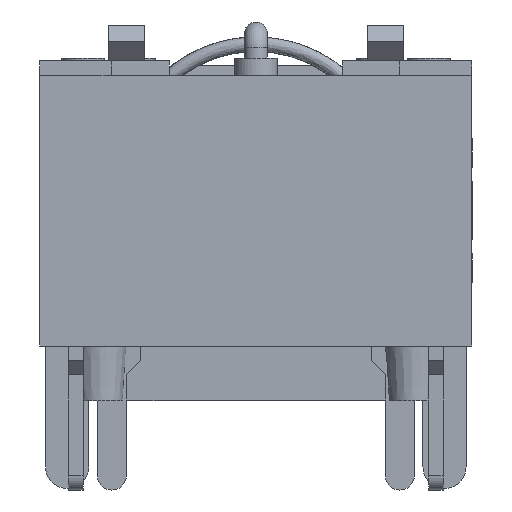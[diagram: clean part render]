
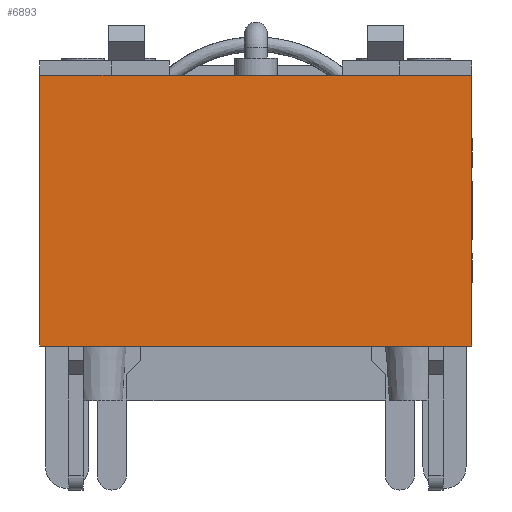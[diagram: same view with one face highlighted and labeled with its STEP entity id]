
A CAD part, left-side view. The second image highlights one B-rep face of the part: STEP entity #6893.
In plain terms, the highlighted planar face has unit normal (-1, 0, 0).
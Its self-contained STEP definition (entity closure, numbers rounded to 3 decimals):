
#5485=CARTESIAN_POINT('',(-30.6,7.5,4.6));
#5486=VERTEX_POINT('',#5485);
#5493=CARTESIAN_POINT('',(-30.6,-7.5,4.6));
#5494=VERTEX_POINT('',#5493);
#5495=CARTESIAN_POINT('',(-30.6,-7.5,4.6));
#5496=DIRECTION('',(0.0,1.0,0.0));
#5497=VECTOR('',#5496,15.0);
#5498=LINE('',#5495,#5497);
#5499=EDGE_CURVE('',#5494,#5486,#5498,.T.);
#6756=CARTESIAN_POINT('',(-30.6,7.5,-4.8));
#6757=VERTEX_POINT('',#6756);
#6758=CARTESIAN_POINT('',(-30.6,-7.5,-4.8));
#6759=VERTEX_POINT('',#6758);
#6760=CARTESIAN_POINT('',(-30.6,7.5,-4.8));
#6761=DIRECTION('',(0.0,-1.0,0.0));
#6762=VECTOR('',#6761,15.0);
#6763=LINE('',#6760,#6762);
#6764=EDGE_CURVE('',#6757,#6759,#6763,.T.);
#6838=CARTESIAN_POINT('',(-30.6,-7.5,4.6));
#6839=DIRECTION('',(0.0,0.0,-1.0));
#6840=VECTOR('',#6839,9.4);
#6841=LINE('',#6838,#6840);
#6842=EDGE_CURVE('',#5494,#6759,#6841,.T.);
#6877=CARTESIAN_POINT('',(-30.6,-7.5,0.0));
#6878=DIRECTION('',(-1.0,0.0,0.0));
#6879=DIRECTION('',(0.0,0.0,1.0));
#6880=AXIS2_PLACEMENT_3D('',#6877,#6878,#6879);
#6881=PLANE('',#6880);
#6882=ORIENTED_EDGE('',*,*,#5499,.T.);
#6883=CARTESIAN_POINT('',(-30.6,7.5,-4.8));
#6884=DIRECTION('',(0.0,0.0,1.0));
#6885=VECTOR('',#6884,9.4);
#6886=LINE('',#6883,#6885);
#6887=EDGE_CURVE('',#6757,#5486,#6886,.T.);
#6888=ORIENTED_EDGE('',*,*,#6887,.F.);
#6889=ORIENTED_EDGE('',*,*,#6764,.T.);
#6890=ORIENTED_EDGE('',*,*,#6842,.F.);
#6891=EDGE_LOOP('',(#6882,#6888,#6889,#6890));
#6892=FACE_OUTER_BOUND('',#6891,.T.);
#6893=ADVANCED_FACE('',(#6892),#6881,.T.);
